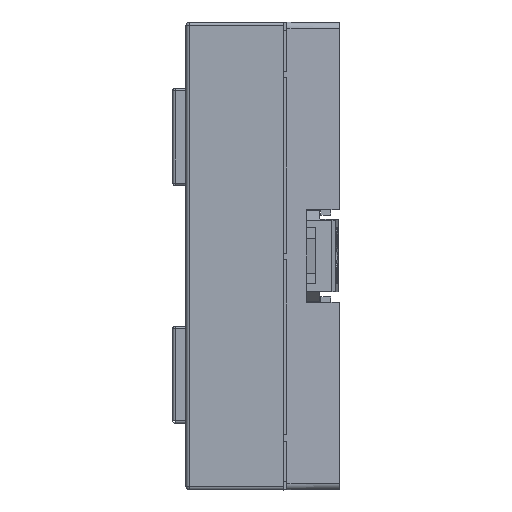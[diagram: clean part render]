
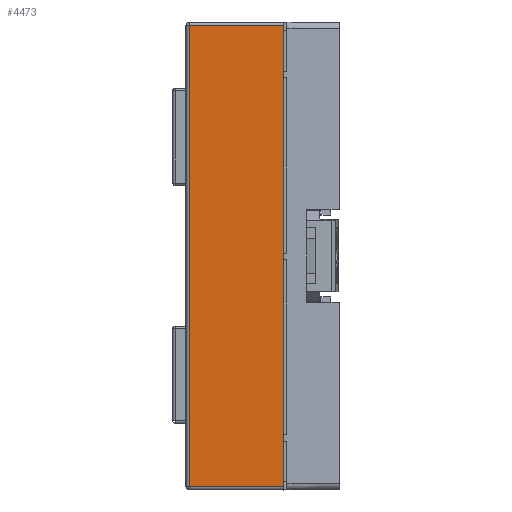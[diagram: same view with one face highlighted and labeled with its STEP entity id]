
A CAD part, left-side view. The second image highlights one B-rep face of the part: STEP entity #4473.
In plain terms, the highlighted planar face has unit normal (-0.999, 0.035, 0).
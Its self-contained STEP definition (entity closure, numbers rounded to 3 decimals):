
#4473=ADVANCED_FACE('',(#6758),#5450,.F.);
#5450=PLANE('',#40658);
#6758=FACE_OUTER_BOUND('',#8204,.T.);
#8204=EDGE_LOOP('',(#16346,#16347,#16348,#16349));
#16346=ORIENTED_EDGE('',*,*,#27526,.T.);
#16347=ORIENTED_EDGE('',*,*,#27527,.T.);
#16348=ORIENTED_EDGE('',*,*,#27528,.T.);
#16349=ORIENTED_EDGE('',*,*,#27529,.F.);
#21659=VERTEX_POINT('',#62396);
#21660=VERTEX_POINT('',#62397);
#21661=VERTEX_POINT('',#62399);
#21662=VERTEX_POINT('',#62401);
#27526=EDGE_CURVE('',#21659,#21660,#32558,.T.);
#27527=EDGE_CURVE('',#21660,#21661,#32559,.T.);
#27528=EDGE_CURVE('',#21661,#21662,#32560,.T.);
#27529=EDGE_CURVE('',#21659,#21662,#32561,.T.);
#32558=LINE('',#62395,#37434);
#32559=LINE('',#62398,#37435);
#32560=LINE('',#62400,#37436);
#32561=LINE('',#62402,#37437);
#37434=VECTOR('',#49566,1.);
#37435=VECTOR('',#49567,1.);
#37436=VECTOR('',#49568,1.);
#37437=VECTOR('',#49569,1.);
#40658=AXIS2_PLACEMENT_3D('',#62403,#49570,#49571);
#49566=DIRECTION('',(0.035,0.999,0.));
#49567=DIRECTION('',(0.,0.,-1.));
#49568=DIRECTION('',(-0.035,-0.999,0.));
#49569=DIRECTION('',(0.,0.,-1.));
#49570=DIRECTION('',(0.999,-0.035,0.));
#49571=DIRECTION('',(0.035,0.999,0.));
#62395=CARTESIAN_POINT('',(-44.476,23.5,35.4));
#62396=CARTESIAN_POINT('',(-45.,8.5,35.4));
#62397=CARTESIAN_POINT('',(-44.493,23.017,35.4));
#62398=CARTESIAN_POINT('',(-44.493,23.017,35.9));
#62399=CARTESIAN_POINT('',(-44.493,23.017,-35.4));
#62400=CARTESIAN_POINT('',(-44.127,33.5,-35.4));
#62401=CARTESIAN_POINT('',(-45.,8.5,-35.4));
#62402=CARTESIAN_POINT('',(-45.,8.5,35.9));
#62403=CARTESIAN_POINT('',(-44.127,33.5,35.9));
